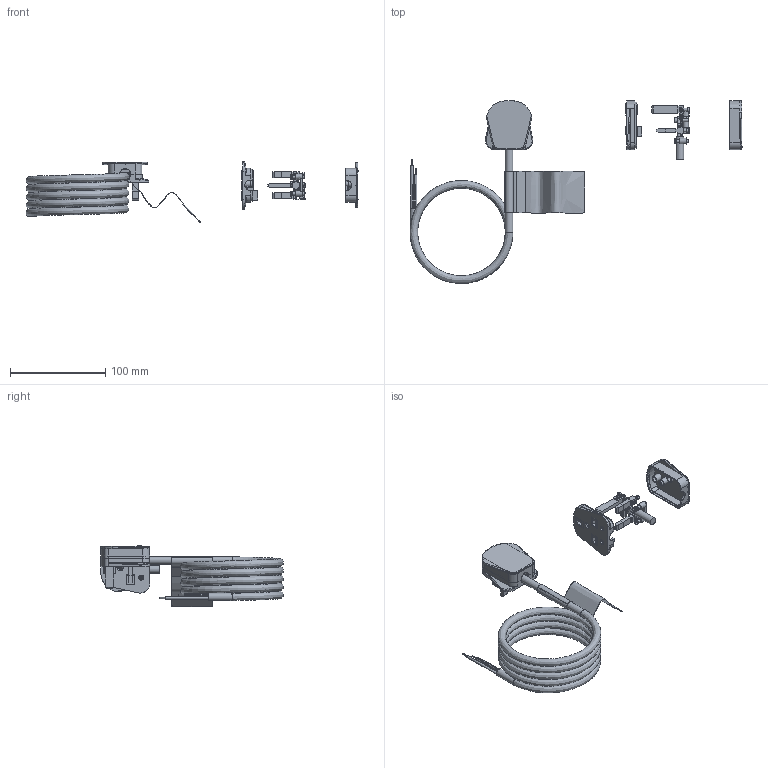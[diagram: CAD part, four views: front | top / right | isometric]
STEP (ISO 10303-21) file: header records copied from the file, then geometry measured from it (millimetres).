
FILE_DESCRIPTION((' '),'2;1');
FILE_NAME('UK 3 PIN PLUG.stp','2012-12-02T17:16:36',(' '),(' '),' ','ACIS',' ');
FILE_SCHEMA(('CONFIG_CONTROL_DESIGN'));
Length unit declared in the file: millimetre
Products named in the file (67): UK 3 PIN PLUG.stp; Body1; Body2; Body3; Body4; Body5; Body6; Body7; Body8; Body9; Body10; Body11; Body12; Body13; Body14; Body15; Body16; Body17; Body18; Body19; Body20; Body21; Body22; Body23; Body24; Body25; Body26; Body27; Body28; Body29; Body30; Body31; Body32; Body33; Body34; Body35; Body36; Body37; Body38; Body39 ...
Assembly tree (66 placements, depth 2):
  UK 3 PIN PLUG.stp
    Body1
    Body2
    Body3
    Body4
    Body5
    Body6
    Body7
    Body8
    Body9
    Body10
    Body11
    Body12
    Body13
    Body14
    Body15
    Body16
    Body17
    Body18
    Body19
    Body20
    Body21
    Body22
    Body23
    Body24
    Body25
    Body26
    Body27
    Body28
    Body29
    Body30
    Body31
    Body32
    Body33
    Body34
    Body35
    Body36
    Body37
    Body38
    Body39
    Body40
    Body41
    Body42
    Body43
    Body44
    Body45
    Body46
    Body47
    Body48
    Body49
    Body50
    Body51
    Body52
    Body53
    Body54
    Body55
    Body56
    Body57
    Body58
    Body59
Bounding box: 348.46 x 191.96 x 64.03 mm (x, y, z)
Volume: 134365.6 mm3; surface area: 111306.2 mm2
Topology: 88 solids, 91 shells, 1977 faces, 4630 edges, 2961 vertices
Faces by surface type: plane 1014, cylinder 511, bspline 247, cone 104, torus 95, sphere 6
Full cylindrical faces by diameter (mm): 0.2 x2, 0.25 x65, 1.5 x4, 2.5 x6, 3 x28, 3.25 x2, 3.5 x8, 4 x6, 4.25 x2, 5 x10, 5.5 x4, 5.7 x4, 6.5 x4, 7 x4, 8 x5, 8.8 x1
Entity records: 71982 total; most frequent: CARTESIAN_POINT 19267, DIRECTION 9182, ORIENTED_EDGE 8292, EDGE_CURVE 4149, AXIS2_PLACEMENT_3D 3321, VERTEX_POINT 2775, VECTOR 2540, LINE 2540
